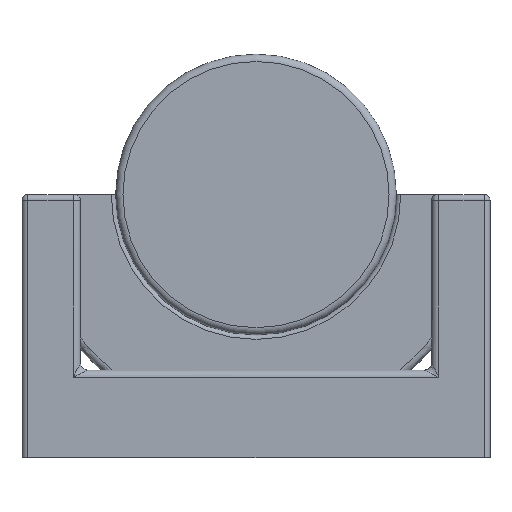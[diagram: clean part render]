
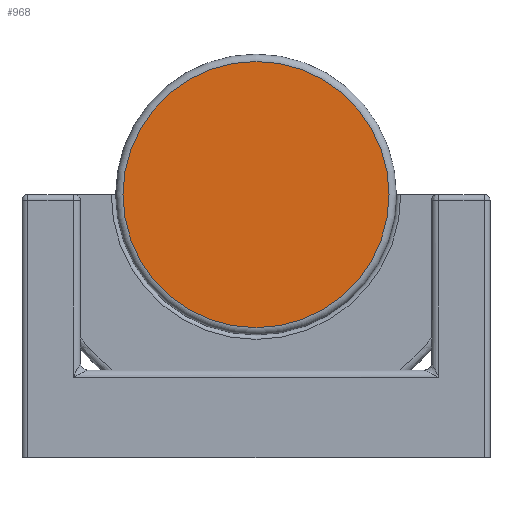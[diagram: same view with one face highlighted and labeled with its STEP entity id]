
A CAD part, left-side view. The second image highlights one B-rep face of the part: STEP entity #968.
In plain terms, the highlighted planar face has unit normal (-1, 0, 0).
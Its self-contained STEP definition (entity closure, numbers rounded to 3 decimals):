
#67=PLANE('',#1061);
#244=FACE_OUTER_BOUND('',#305,.T.);
#305=EDGE_LOOP('',(#668));
#364=CIRCLE('',#1055,45.5);
#419=VERTEX_POINT('',#1485);
#508=EDGE_CURVE('',#419,#419,#364,.T.);
#668=ORIENTED_EDGE('',*,*,#508,.F.);
#968=ADVANCED_FACE('',(#244),#67,.T.);
#1055=AXIS2_PLACEMENT_3D('',#1486,#1179,#1180);
#1061=AXIS2_PLACEMENT_3D('',#1496,#1192,#1193);
#1179=DIRECTION('center_axis',(1.,0.,0.));
#1180=DIRECTION('ref_axis',(0.,0.,
1.));
#1192=DIRECTION('center_axis',(-1.,0.,0.));
#1193=DIRECTION('ref_axis',(0.,0.,1.));
#1485=CARTESIAN_POINT('',(-48.,0.,46.5));
#1486=CARTESIAN_POINT('Origin',(-48.,0.,92.));
#1496=CARTESIAN_POINT('Origin',(-48.,0.,92.));
